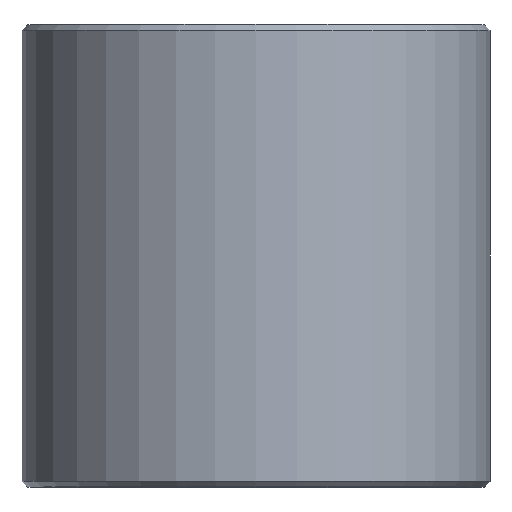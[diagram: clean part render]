
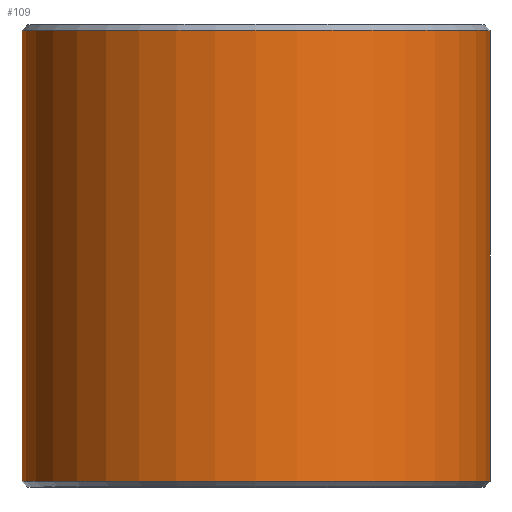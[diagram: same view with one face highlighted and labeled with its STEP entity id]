
A CAD part, top view. The second image highlights one B-rep face of the part: STEP entity #109.
In plain terms, the highlighted cylindrical face has radius 20.5 mm (diameter 41 mm), a full revolution.
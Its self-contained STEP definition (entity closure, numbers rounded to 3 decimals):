
#8 = EDGE_CURVE ( 'NONE', #61, #61, #28, .T. ) ;
#28 = CIRCLE ( 'NONE', #66, 20.5 ) ;
#48 = DIRECTION ( 'NONE',  ( 0., 1., 0. ) ) ;
#55 = AXIS2_PLACEMENT_3D ( 'NONE', #108, #48, #234 ) ;
#56 = EDGE_CURVE ( 'NONE', #352, #352, #185, .T. ) ;
#61 = VERTEX_POINT ( 'NONE', #91 ) ;
#64 = EDGE_LOOP ( 'NONE', ( #190 ) ) ;
#66 = AXIS2_PLACEMENT_3D ( 'NONE', #192, #361, #136 ) ;
#81 = ORIENTED_EDGE ( 'NONE', *, *, #56, .T. ) ;
#91 = CARTESIAN_POINT ( 'NONE',  ( 0., 40., 20.5 ) ) ;
#108 = CARTESIAN_POINT ( 'NONE',  ( 0., 0.5, 0. ) ) ;
#109 = ADVANCED_FACE ( 'NONE', ( #152, #342 ), #147, .T. ) ;
#136 = DIRECTION ( 'NONE',  ( 0., 0., 1. ) ) ;
#147 = CYLINDRICAL_SURFACE ( 'NONE', #250, 20.5 ) ;
#152 = FACE_OUTER_BOUND ( 'NONE', #64, .T. ) ;
#172 = EDGE_LOOP ( 'NONE', ( #81 ) ) ;
#178 = CARTESIAN_POINT ( 'NONE',  ( 0., 40.5, 0. ) ) ;
#185 = CIRCLE ( 'NONE', #55, 20.5 ) ;
#190 = ORIENTED_EDGE ( 'NONE', *, *, #8, .T. ) ;
#192 = CARTESIAN_POINT ( 'NONE',  ( 0., 40., 0. ) ) ;
#234 = DIRECTION ( 'NONE',  ( 0., 0., 1. ) ) ;
#250 = AXIS2_PLACEMENT_3D ( 'NONE', #178, #262, #288 ) ;
#262 = DIRECTION ( 'NONE',  ( 0., -1., 0. ) ) ;
#270 = CARTESIAN_POINT ( 'NONE',  ( 0., 0.5, 20.5 ) ) ;
#288 = DIRECTION ( 'NONE',  ( 0., 0., -1. ) ) ;
#342 = FACE_OUTER_BOUND ( 'NONE', #172, .T. ) ;
#352 = VERTEX_POINT ( 'NONE', #270 ) ;
#361 = DIRECTION ( 'NONE',  ( 0., -1., 0. ) ) ;
